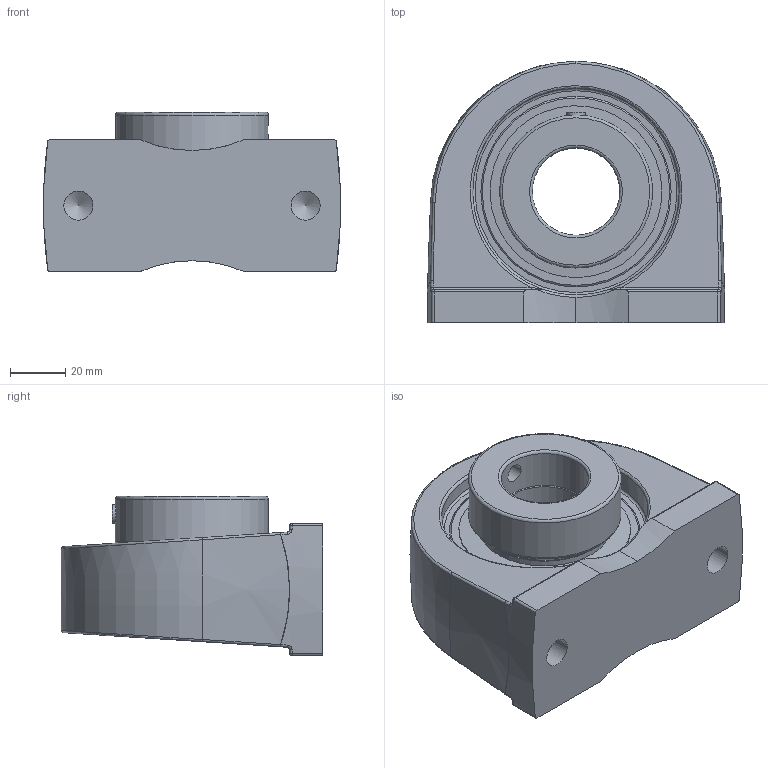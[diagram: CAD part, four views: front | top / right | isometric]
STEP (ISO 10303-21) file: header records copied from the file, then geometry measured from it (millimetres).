
FILE_DESCRIPTION(('HOOPS Exchange Step'),'2;1');
FILE_NAME('export-BB1EAC20-4169-47E1-8744-0D2760C9B759.stp','2020-03-06T16:19:18+16:00',('dkerr'),('Alibre'),'HOOPS Exchange 2019.2','Alibre','Unknown authorisation');
FILE_SCHEMA( ('AP242_MANAGED_MODEL_BASED_3D_ENGINEERING_MIM_LF {1 0 10303 442 1 1 4 }') );
Length unit declared in the file: inch
Products named in the file (7): SNC 207 SHIELD; SNC 207-20 COLLAR; SNC 207-20 RACES; SNC 207 SS; MRN SNC 207-20; MRN SPA 207 (NO ZERK HOLE); MRN SNCPA 207-20 L4L
Assembly tree (7 placements, depth 3):
  MRN SNCPA 207-20 L4L
    MRN SNC 207-20
      SNC 207 SHIELD  x2
      SNC 207-20 COLLAR
      SNC 207-20 RACES
      SNC 207 SS
    MRN SPA 207 (NO ZERK HOLE)
Bounding box: 108 x 95 x 57.91 mm (x, y, z)
Volume: 259670.3 mm3; surface area: 71026.3 mm2
Topology: 7 solids, 7 shells, 174 faces, 463 edges, 293 vertices
Faces by surface type: cylinder 53, plane 41, bspline 30, torus 24, sphere 14, cone 12
Full cylindrical faces by diameter (mm): 2.508 x2, 6.782 x3, 10.592 x2, 31.75 x2, 44.196 x2, 46.672 x2, 46.736 x2, 47.752 x2, 55.601 x1, 59.006 x2, 62.484 x2, 75.166 x2
Entity records: 11851 total; most frequent: CARTESIAN_POINT 7580, DIRECTION 876, ORIENTED_EDGE 860, EDGE_CURVE 430, AXIS2_PLACEMENT_3D 383, VERTEX_POINT 279, CIRCLE 211, EDGE_LOOP 187
